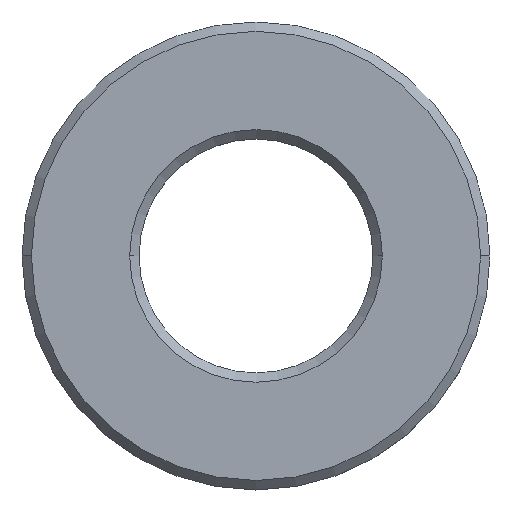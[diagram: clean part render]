
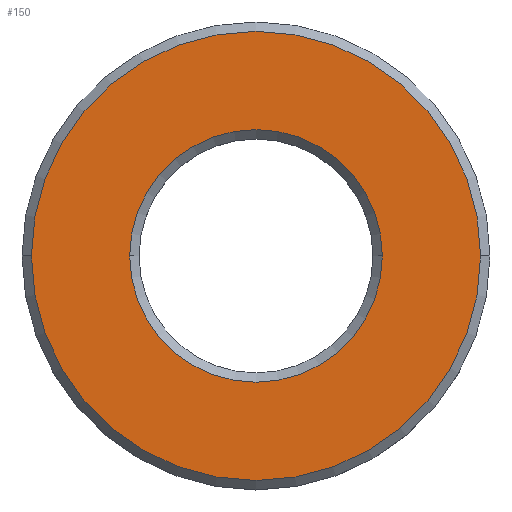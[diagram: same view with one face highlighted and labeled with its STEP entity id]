
A CAD part, top view. The second image highlights one B-rep face of the part: STEP entity #150.
In plain terms, the highlighted planar face has unit normal (0, 0, 1).
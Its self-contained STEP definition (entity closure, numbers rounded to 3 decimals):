
#6 = AXIS2_PLACEMENT_3D ( 'NONE', #328, #112, #157 ) ;
#38 = CARTESIAN_POINT ( 'NONE',  ( 0., 0., 10. ) ) ;
#44 = VERTEX_POINT ( 'NONE', #83 ) ;
#53 = EDGE_CURVE ( 'NONE', #389, #221, #214, .T. ) ;
#61 = CARTESIAN_POINT ( 'NONE',  ( -13.5, 0., 10. ) ) ;
#68 = DIRECTION ( 'NONE',  ( 0., 0., 1. ) ) ;
#83 = CARTESIAN_POINT ( 'NONE',  ( 13.5, 0., 10. ) ) ;
#103 = EDGE_LOOP ( 'NONE', ( #190, #200 ) ) ;
#112 = DIRECTION ( 'NONE',  ( 0., 0., -1. ) ) ;
#128 = DIRECTION ( 'NONE',  ( 0., 0., -1. ) ) ;
#131 = CARTESIAN_POINT ( 'NONE',  ( 24., 0., 10. ) ) ;
#145 = EDGE_CURVE ( 'NONE', #221, #389, #236, .T. ) ;
#149 = DIRECTION ( 'NONE',  ( 1., 0., 0. ) ) ;
#150 = ADVANCED_FACE ( 'NONE', ( #285, #195 ), #232, .T. ) ;
#157 = DIRECTION ( 'NONE',  ( 1., 0., 0. ) ) ;
#161 = AXIS2_PLACEMENT_3D ( 'NONE', #177, #333, #149 ) ;
#164 = DIRECTION ( 'NONE',  ( 1., 0., 0. ) ) ;
#166 = ORIENTED_EDGE ( 'NONE', *, *, #206, .T. ) ;
#177 = CARTESIAN_POINT ( 'NONE',  ( 0., 0., 10. ) ) ;
#182 = CARTESIAN_POINT ( 'NONE',  ( -24., 0., 10. ) ) ;
#184 = DIRECTION ( 'NONE',  ( 1., 0., 0. ) ) ;
#185 = ORIENTED_EDGE ( 'NONE', *, *, #317, .T. ) ;
#190 = ORIENTED_EDGE ( 'NONE', *, *, #53, .T. ) ;
#195 = FACE_OUTER_BOUND ( 'NONE', #103, .T. ) ;
#196 = DIRECTION ( 'NONE',  ( 1., 0., 0. ) ) ;
#200 = ORIENTED_EDGE ( 'NONE', *, *, #145, .T. ) ;
#206 = EDGE_CURVE ( 'NONE', #44, #225, #359, .T. ) ;
#211 = EDGE_LOOP ( 'NONE', ( #166, #185 ) ) ;
#214 = CIRCLE ( 'NONE', #312, 24. ) ;
#221 = VERTEX_POINT ( 'NONE', #131 ) ;
#225 = VERTEX_POINT ( 'NONE', #61 ) ;
#232 = PLANE ( 'NONE',  #161 ) ;
#236 = CIRCLE ( 'NONE', #368, 24. ) ;
#265 = CARTESIAN_POINT ( 'NONE',  ( 0., 0., 10. ) ) ;
#285 = FACE_BOUND ( 'NONE', #211, .T. ) ;
#312 = AXIS2_PLACEMENT_3D ( 'NONE', #265, #349, #196 ) ;
#317 = EDGE_CURVE ( 'NONE', #225, #44, #387, .T. ) ;
#322 = CARTESIAN_POINT ( 'NONE',  ( 0., 0., 10. ) ) ;
#324 = AXIS2_PLACEMENT_3D ( 'NONE', #322, #128, #164 ) ;
#328 = CARTESIAN_POINT ( 'NONE',  ( 0., 0., 10. ) ) ;
#333 = DIRECTION ( 'NONE',  ( 0., 0., 1. ) ) ;
#349 = DIRECTION ( 'NONE',  ( 0., 0., 1. ) ) ;
#359 = CIRCLE ( 'NONE', #324, 13.5 ) ;
#368 = AXIS2_PLACEMENT_3D ( 'NONE', #38, #68, #184 ) ;
#387 = CIRCLE ( 'NONE', #6, 13.5 ) ;
#389 = VERTEX_POINT ( 'NONE', #182 ) ;
